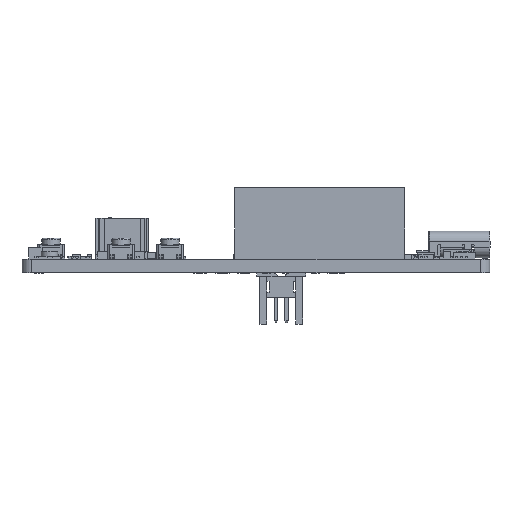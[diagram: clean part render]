
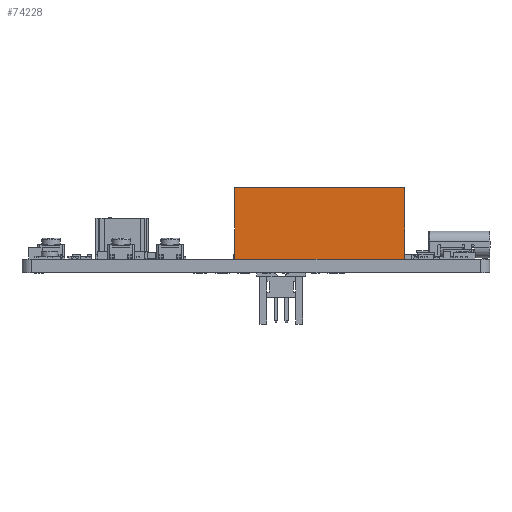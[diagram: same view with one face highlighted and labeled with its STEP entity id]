
A CAD part, left-side view. The second image highlights one B-rep face of the part: STEP entity #74228.
In plain terms, the highlighted planar face has unit normal (-1, 0, 0).
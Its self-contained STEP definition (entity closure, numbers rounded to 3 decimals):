
#74203 = VERTEX_POINT('',#74204);
#74204 = CARTESIAN_POINT('',(-1.269,-10.159,8.5));
#74210 = EDGE_CURVE('',#74211,#74203,#74213,.T.);
#74211 = VERTEX_POINT('',#74212);
#74212 = CARTESIAN_POINT('',(-1.269,-10.159,0.));
#74213 = LINE('',#74214,#74215);
#74214 = CARTESIAN_POINT('',(-1.269,-10.159,0.));
#74215 = VECTOR('',#74216,1.);
#74216 = DIRECTION('',(0.,0.,1.));
#74228 = ADVANCED_FACE('',(#74229),#74254,.T.);
#74229 = FACE_BOUND('',#74230,.T.);
#74230 = EDGE_LOOP('',(#74231,#74232,#74240,#74248));
#74231 = ORIENTED_EDGE('',*,*,#74210,.T.);
#74232 = ORIENTED_EDGE('',*,*,#74233,.T.);
#74233 = EDGE_CURVE('',#74203,#74234,#74236,.T.);
#74234 = VERTEX_POINT('',#74235);
#74235 = CARTESIAN_POINT('',(-1.269,10.159,8.5));
#74236 = LINE('',#74237,#74238);
#74237 = CARTESIAN_POINT('',(-1.269,-10.159,8.5));
#74238 = VECTOR('',#74239,1.);
#74239 = DIRECTION('',(0.,1.,0.));
#74240 = ORIENTED_EDGE('',*,*,#74241,.F.);
#74241 = EDGE_CURVE('',#74242,#74234,#74244,.T.);
#74242 = VERTEX_POINT('',#74243);
#74243 = CARTESIAN_POINT('',(-1.269,10.159,0.));
#74244 = LINE('',#74245,#74246);
#74245 = CARTESIAN_POINT('',(-1.269,10.159,0.));
#74246 = VECTOR('',#74247,1.);
#74247 = DIRECTION('',(0.,0.,1.));
#74248 = ORIENTED_EDGE('',*,*,#74249,.F.);
#74249 = EDGE_CURVE('',#74211,#74242,#74250,.T.);
#74250 = LINE('',#74251,#74252);
#74251 = CARTESIAN_POINT('',(-1.269,-10.159,0.));
#74252 = VECTOR('',#74253,1.);
#74253 = DIRECTION('',(0.,1.,0.));
#74254 = PLANE('',#74255);
#74255 = AXIS2_PLACEMENT_3D('',#74256,#74257,#74258);
#74256 = CARTESIAN_POINT('',(-1.269,-10.159,0.));
#74257 = DIRECTION('',(-1.,0.,0.));
#74258 = DIRECTION('',(0.,1.,0.));
